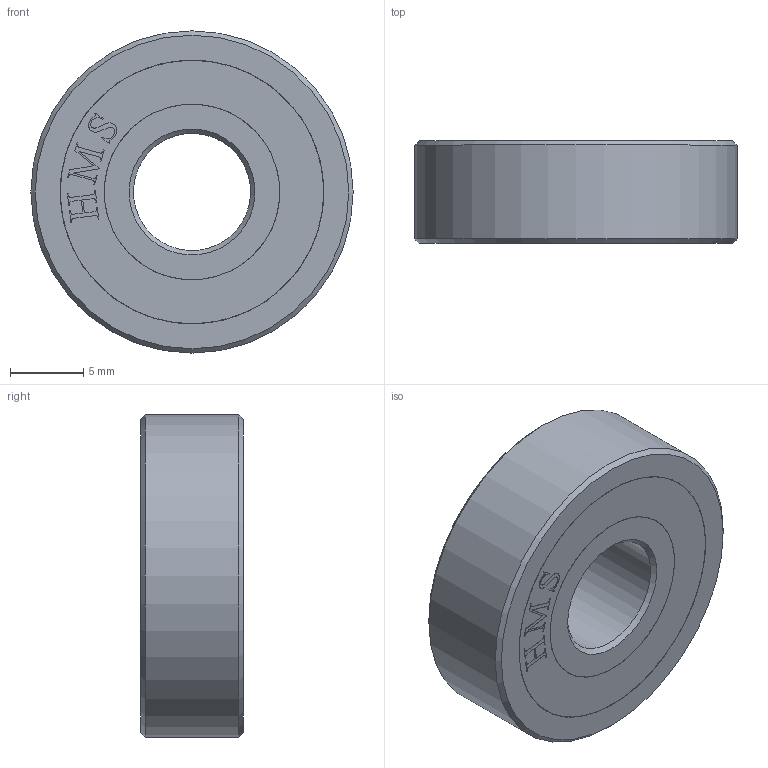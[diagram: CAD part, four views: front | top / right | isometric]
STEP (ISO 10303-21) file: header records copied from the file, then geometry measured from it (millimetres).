
FILE_DESCRIPTION(/* description */ (''),/* implementation_level */ '2;1');
FILE_NAME(/* name */ 'Bearing v1.step',/* time_stamp */ '2020-08-05T21:50:02+03:00',/* author */ (''),/* organization */ (''),/* preprocessor_version */ 'ST-DEVELOPER v18.1',/* originating_system */ 'Autodesk Translation Framework v9.3.0.1241',/* authorisation */ '');
FILE_SCHEMA (('AUTOMOTIVE_DESIGN { 1 0 10303 214 3 1 1 }'));
Length unit declared in the file: millimetre
Products named in the file (6): Bearing; outer race; inner race; retainer; ball; cover
Assembly tree (13 placements, depth 2):
  Bearing
    outer race
    inner race
    retainer
    ball  x8
    cover  x2
Bounding box: 22 x 7.04 x 22 mm (x, y, z)
Volume: 1839.7 mm3; surface area: 3496.9 mm2
Topology: 13 solids, 13 shells, 144 faces, 400 edges, 270 vertices
Faces by surface type: plane 86, bspline 24, sphere 16, cylinder 12, cone 4, torus 2
Full cylindrical faces by diameter (mm): 8 x1, 12 x4, 14 x1, 16 x1, 18 x4, 22 x1
Entity records: 4159 total; most frequent: CARTESIAN_POINT 1816, ORIENTED_EDGE 428, DIRECTION 387, EDGE_CURVE 214, VERTEX_POINT 158, LINE 133, VECTOR 133, AXIS2_PLACEMENT_3D 127
